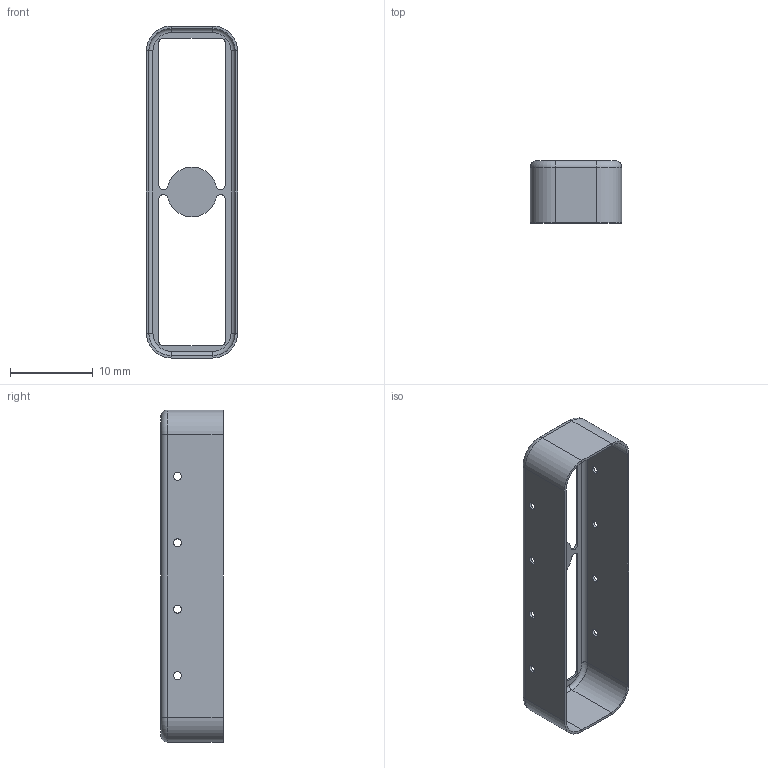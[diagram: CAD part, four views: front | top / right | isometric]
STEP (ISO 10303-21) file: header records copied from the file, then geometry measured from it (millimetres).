
FILE_DESCRIPTION (( 'STEP AP203' ), '1' );
FILE_NAME ('MS400-20F.STEP', '2024-03-21T10:20:31', ( '' ), ( '' ), 'SwSTEP 2.0', 'SolidWorks 2023', '' );
FILE_SCHEMA (( 'CONFIG_CONTROL_DESIGN' ));
Length unit declared in the file: millimetre
Products named in the file (1): MS400-20F
Bounding box: 11 x 7.5 x 40 mm (x, y, z)
Volume: 247.3 mm3; surface area: 1717.1 mm2
Topology: 1 solids, 1 shells, 77 faces, 193 edges, 118 vertices
Faces by surface type: cylinder 45, plane 24, torus 8
Entity records: 2426 total; most frequent: DIRECTION 447, CARTESIAN_POINT 389, ORIENTED_EDGE 386, EDGE_CURVE 193, AXIS2_PLACEMENT_3D 176, VERTEX_POINT 118, CIRCLE 98, EDGE_LOOP 97
